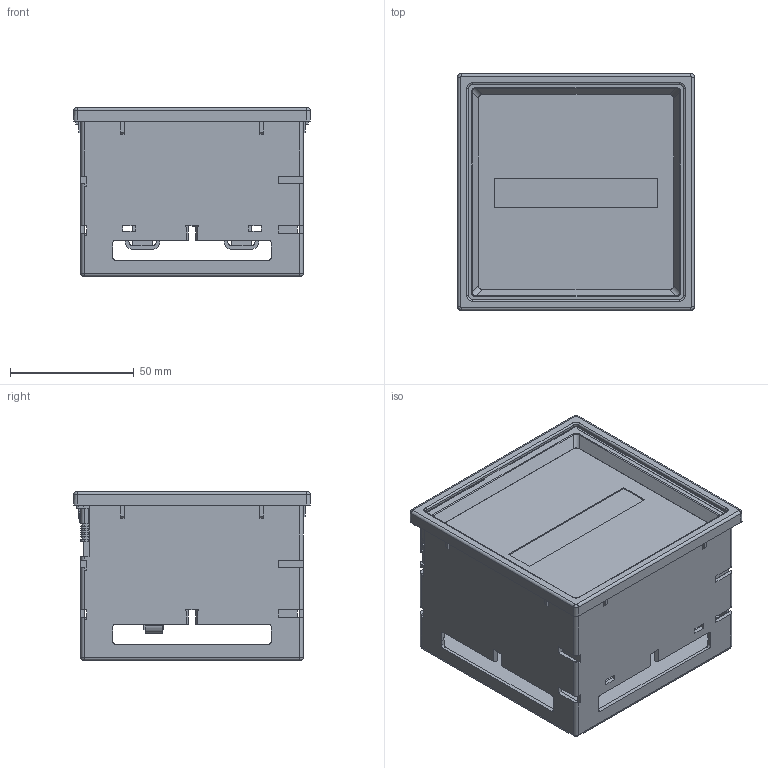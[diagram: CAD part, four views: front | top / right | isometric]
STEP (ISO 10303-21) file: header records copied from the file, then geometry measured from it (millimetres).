
FILE_DESCRIPTION(/* description */ (''),/* implementation_level */ '2;1');
FILE_NAME(/* name */ 'FTQ96-x.stp',/* time_stamp */ '2024-10-02T12:57:11+02:00',/* author */ ('JDI'),/* organization */ (''),/* preprocessor_version */ 'ST-DEVELOPER v19.2',/* originating_system */ 'Autodesk Inventor 2023',/* authorisation */ '');
FILE_SCHEMA (('AUTOMOTIVE_DESIGN { 1 0 10303 214 3 1 1 }'));
Length unit declared in the file: millimetre
Products named in the file (1): FTQ96-x_Simplify_1
Bounding box: 95.85 x 95.85 x 68.1 mm (x, y, z)
Volume: 350604.3 mm3; surface area: 71559.2 mm2
Topology: 1 solids, 1 shells, 1015 faces, 2945 edges, 1924 vertices
Faces by surface type: plane 826, cylinder 151, bspline 32, torus 4, cone 2
Full cylindrical faces by diameter (mm): 3.3 x2, 4.3 x2
Entity records: 37364 total; most frequent: CARTESIAN_POINT 9384, ORIENTED_EDGE 5878, DIRECTION 5207, EDGE_CURVE 2939, LINE 2571, VECTOR 2571, VERTEX_POINT 1924, AXIS2_PLACEMENT_3D 1318
